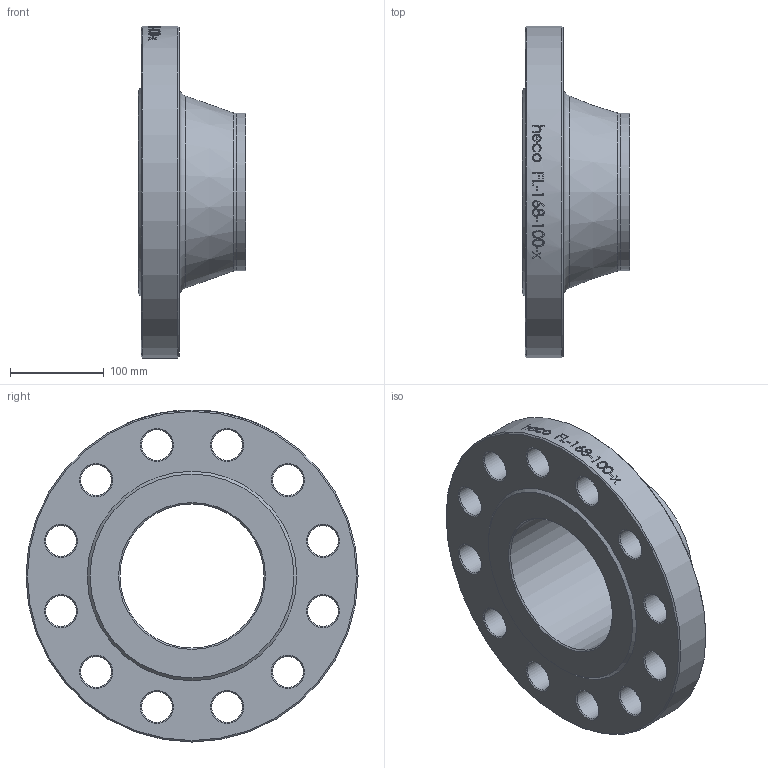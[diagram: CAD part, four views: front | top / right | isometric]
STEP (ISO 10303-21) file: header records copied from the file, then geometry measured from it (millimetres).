
FILE_DESCRIPTION (( 'STEP AP214' ), '1' );
FILE_NAME ('FL-168-100-x Vorschweissflansch EN1092 2103.STEP', '2021-03-02T08:50:36', ( '' ), ( '' ), 'SwSTEP 2.0', 'SolidWorks 2019', '' );
FILE_SCHEMA (( 'AUTOMOTIVE_DESIGN' ));
Length unit declared in the file: millimetre
Products named in the file (1): FL-168-100-x Vorschweissflansch EN1092 2103
Bounding box: 115 x 355 x 355 mm (x, y, z)
Volume: 3544923.1 mm3; surface area: 319318.1 mm2
Topology: 1 solids, 1 shells, 73 faces, 269 edges, 223 vertices
Faces by surface type: cylinder 38, cone 29, plane 4, torus 2
Full cylindrical faces by diameter (mm): 33 x12, 154.1 x1, 168.3 x1, 355 x1
Entity records: 6865 total; most frequent: CARTESIAN_POINT 4579, ORIENTED_EDGE 418, DIRECTION 353, VERTEX_POINT 209, EDGE_CURVE 209, EDGE_LOOP 170, AXIS2_PLACEMENT_3D 165, B_SPLINE_CURVE_WITH_KNOTS 95
